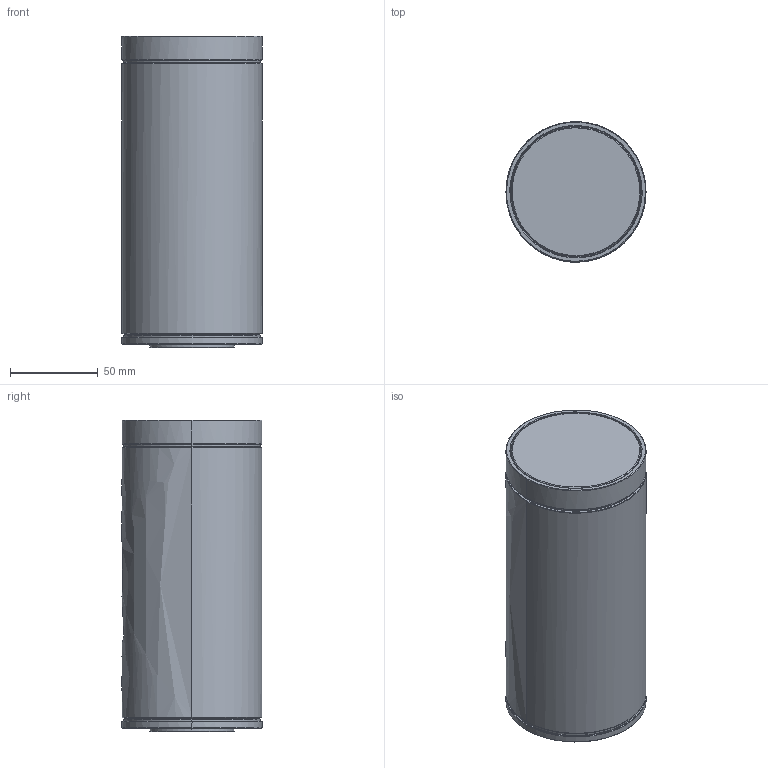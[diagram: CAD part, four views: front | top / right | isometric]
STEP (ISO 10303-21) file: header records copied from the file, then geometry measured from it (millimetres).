
FILE_DESCRIPTION(/* description */ (''),/* implementation_level */ '2;1');
FILE_NAME(/* name */ 'T419300_CALUMET 8 SOFFITTO',/* time_stamp */ '2018-01-26T12:52:21+01:00',/* author */ (''),/* organization */ (''),/* preprocessor_version */ 'ST-DEVELOPER v15',/* originating_system */ '',/* authorisation */ '');
FILE_SCHEMA (('CONFIG_CONTROL_DESIGN'));
Length unit declared in the file: millimetre
Products named in the file (1): Document
Bounding box: 80 x 80 x 178.2 mm (x, y, z)
Volume: 48.1 mm3; surface area: 65685.1 mm2
Topology: 1 solids, 7 shells, 92 faces, 219 edges, 142 vertices
Faces by surface type: bspline 70, plane 22
Entity records: 3341 total; most frequent: CARTESIAN_POINT 2016, ORIENTED_EDGE 403, EDGE_CURVE 217, VERTEX_POINT 142, EDGE_LOOP 106, ADVANCED_FACE 92, FACE_OUTER_BOUND 92, B_SPLINE_CURVE_WITH_KNOTS 84
